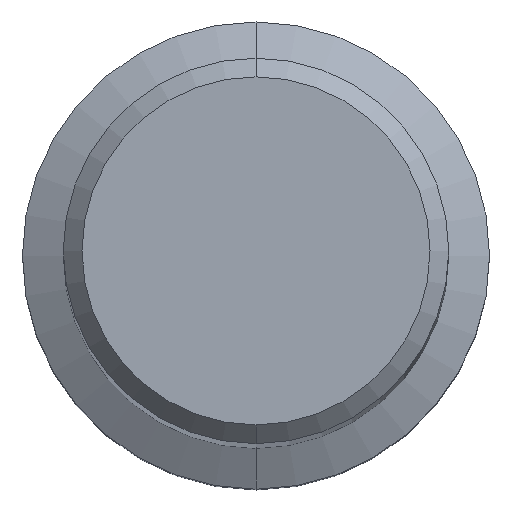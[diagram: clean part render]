
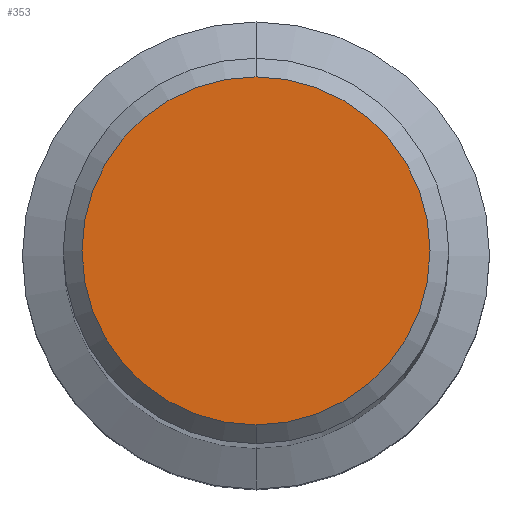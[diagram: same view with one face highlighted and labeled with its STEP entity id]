
A CAD part, top view. The second image highlights one B-rep face of the part: STEP entity #353.
In plain terms, the highlighted planar face has unit normal (0, 0, 1).
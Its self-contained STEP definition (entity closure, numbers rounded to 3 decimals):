
#223=VERTEX_POINT('',#579);
#275=VERTEX_POINT('',#639);
#353=ADVANCED_FACE('',(#727),#728,.T.);
#415=EDGE_CURVE('',#223,#275,#795,.T.);
#473=EDGE_CURVE('',#275,#223,#861,.T.);
#579=CARTESIAN_POINT('',(0.0,7.45,0.0));
#639=CARTESIAN_POINT('',(0.,-7.45,0.0));
#727=FACE_OUTER_BOUND('',#1269,.T.);
#728=PLANE('',#1270);
#795=CIRCLE('',#1445,7.45);
#861=CIRCLE('',#1537,7.45);
#1269=EDGE_LOOP('',(#1927,#1928));
#1270=AXIS2_PLACEMENT_3D('',#1929,#1930,#1931);
#1445=AXIS2_PLACEMENT_3D('',#1987,#1988,#1989);
#1537=AXIS2_PLACEMENT_3D('',#2083,#2084,#2085);
#1927=ORIENTED_EDGE('',*,*,#415,.F.);
#1928=ORIENTED_EDGE('',*,*,#473,.F.);
#1929=CARTESIAN_POINT('',(0.0,3.725,0.0));
#1930=DIRECTION('',(-0.0,0.0,1.0));
#1931=DIRECTION('',(0.0,-1.0,0.0));
#1987=CARTESIAN_POINT('',(0.0,0.0,0.0));
#1988=DIRECTION('',(0.0,0.0,-1.0));
#1989=DIRECTION('',(0.0,1.0,0.0));
#2083=CARTESIAN_POINT('',(0.0,0.0,0.0));
#2084=DIRECTION('',(0.0,0.0,-1.0));
#2085=DIRECTION('',(0.0,1.0,0.0));
